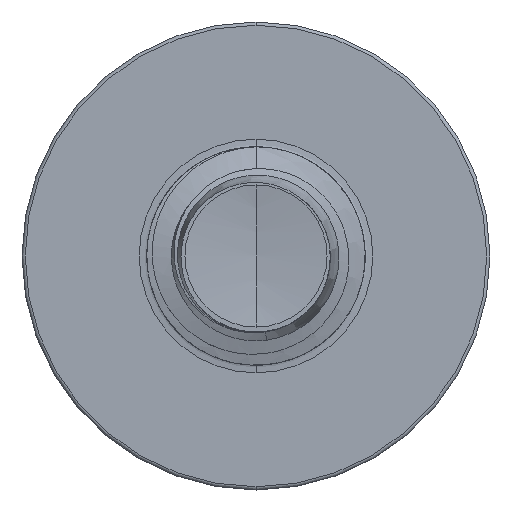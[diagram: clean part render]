
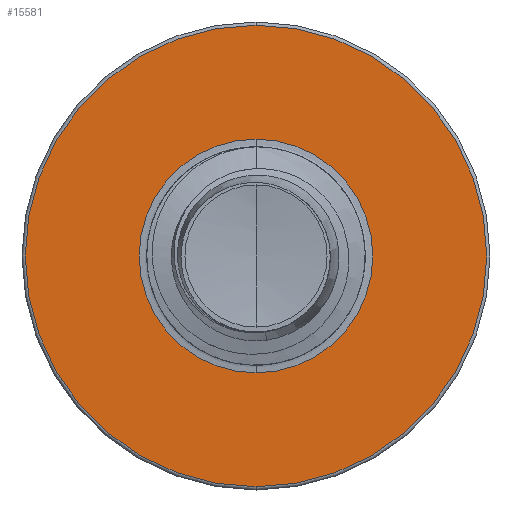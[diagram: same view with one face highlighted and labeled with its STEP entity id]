
A CAD part, front view. The second image highlights one B-rep face of the part: STEP entity #15581.
In plain terms, the highlighted planar face has unit normal (0, -1, 0).
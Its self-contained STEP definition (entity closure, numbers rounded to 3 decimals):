
#517 = AXIS2_PLACEMENT_3D ( 'NONE', #32757, #17304, #1863 ) ;
#1165 = EDGE_CURVE ( 'NONE', #1437, #18929, #4133, .T. ) ;
#1183 = AXIS2_PLACEMENT_3D ( 'NONE', #13755, #31898, #16454 ) ;
#1319 = CIRCLE ( 'NONE', #4396, 1.872 ) ;
#1437 = VERTEX_POINT ( 'NONE', #9187 ) ;
#1799 = EDGE_CURVE ( 'NONE', #25824, #26022, #2542, .T. ) ;
#1863 = DIRECTION ( 'NONE',  ( 0., 0., 1. ) ) ;
#2348 = CARTESIAN_POINT ( 'NONE',  ( 0., 14., 0. ) ) ;
#2542 = CIRCLE ( 'NONE', #517, 1.872 ) ;
#4133 = CIRCLE ( 'NONE', #10865, 3.697 ) ;
#4396 = AXIS2_PLACEMENT_3D ( 'NONE', #2348, #20376, #4927 ) ;
#4618 = EDGE_LOOP ( 'NONE', ( #21355, #15058 ) ) ;
#4927 = DIRECTION ( 'NONE',  ( 0., 0., 1. ) ) ;
#5932 = EDGE_CURVE ( 'NONE', #26022, #25824, #1319, .T. ) ;
#9161 = AXIS2_PLACEMENT_3D ( 'NONE', #13058, #31093, #15656 ) ;
#9187 = CARTESIAN_POINT ( 'NONE',  ( 0., 14., -3.697 ) ) ;
#9369 = CARTESIAN_POINT ( 'NONE',  ( 0., 14., 1.872 ) ) ;
#10828 = EDGE_LOOP ( 'NONE', ( #19959, #21193 ) ) ;
#10865 = AXIS2_PLACEMENT_3D ( 'NONE', #29712, #14274, #32317 ) ;
#13058 = CARTESIAN_POINT ( 'NONE',  ( 0., 14., 0. ) ) ;
#13755 = CARTESIAN_POINT ( 'NONE',  ( 0., 14., -1.872 ) ) ;
#14274 = DIRECTION ( 'NONE',  ( 0., 1., 0. ) ) ;
#15058 = ORIENTED_EDGE ( 'NONE', *, *, #5932, .T. ) ;
#15581 = ADVANCED_FACE ( 'NONE', ( #26895, #32951 ), #16342, .F. ) ;
#15656 = DIRECTION ( 'NONE',  ( 0., 0., 1. ) ) ;
#16342 = PLANE ( 'NONE',  #1183 ) ;
#16454 = DIRECTION ( 'NONE',  ( 0., 0., 1. ) ) ;
#17304 = DIRECTION ( 'NONE',  ( 0., 1., 0. ) ) ;
#17992 = EDGE_CURVE ( 'NONE', #18929, #1437, #32529, .T. ) ;
#18929 = VERTEX_POINT ( 'NONE', #27197 ) ;
#19959 = ORIENTED_EDGE ( 'NONE', *, *, #17992, .F. ) ;
#20376 = DIRECTION ( 'NONE',  ( 0., 1., 0. ) ) ;
#21193 = ORIENTED_EDGE ( 'NONE', *, *, #1165, .F. ) ;
#21355 = ORIENTED_EDGE ( 'NONE', *, *, #1799, .T. ) ;
#25824 = VERTEX_POINT ( 'NONE', #9369 ) ;
#26022 = VERTEX_POINT ( 'NONE', #32954 ) ;
#26895 = FACE_OUTER_BOUND ( 'NONE', #10828, .T. ) ;
#27197 = CARTESIAN_POINT ( 'NONE',  ( 0., 14., 3.698 ) ) ;
#29712 = CARTESIAN_POINT ( 'NONE',  ( 0., 14., 0. ) ) ;
#31093 = DIRECTION ( 'NONE',  ( 0., 1., 0. ) ) ;
#31898 = DIRECTION ( 'NONE',  ( 0., 1., 0. ) ) ;
#32317 = DIRECTION ( 'NONE',  ( 0., 0., 1. ) ) ;
#32529 = CIRCLE ( 'NONE', #9161, 3.697 ) ;
#32757 = CARTESIAN_POINT ( 'NONE',  ( 0., 14., 0. ) ) ;
#32951 = FACE_BOUND ( 'NONE', #4618, .T. ) ;
#32954 = CARTESIAN_POINT ( 'NONE',  ( 0., 14., -1.872 ) ) ;
